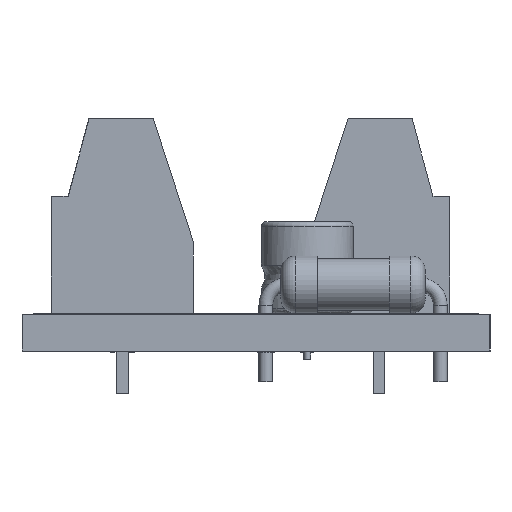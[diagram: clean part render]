
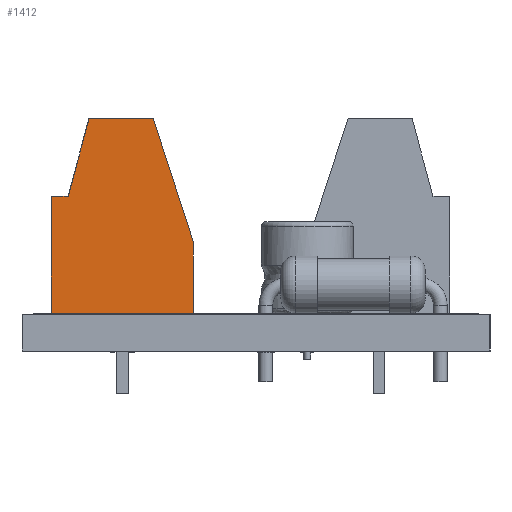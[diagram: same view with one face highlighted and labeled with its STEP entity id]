
A CAD part, left-side view. The second image highlights one B-rep face of the part: STEP entity #1412.
In plain terms, the highlighted face is planar.
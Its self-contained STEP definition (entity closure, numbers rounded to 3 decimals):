
#1142 = VERTEX_POINT('',#1143);
#1143 = CARTESIAN_POINT('',(4.04,-3.1,0.));
#1149 = EDGE_CURVE('',#1142,#1150,#1152,.T.);
#1150 = VERTEX_POINT('',#1151);
#1151 = CARTESIAN_POINT('',(4.04,3.1,0.));
#1152 = LINE('',#1153,#1154);
#1153 = CARTESIAN_POINT('',(4.04,-3.1,0.));
#1154 = VECTOR('',#1155,1.);
#1155 = DIRECTION('',(0.,1.,0.));
#1278 = VERTEX_POINT('',#1279);
#1279 = CARTESIAN_POINT('',(4.04,-3.1,5.1));
#1285 = EDGE_CURVE('',#1278,#1142,#1286,.T.);
#1286 = LINE('',#1287,#1288);
#1287 = CARTESIAN_POINT('',(4.04,-3.1,8.5));
#1288 = VECTOR('',#1289,1.);
#1289 = DIRECTION('',(0.,0.,-1.));
#1412 = ADVANCED_FACE('',(#1413),#1455,.T.);
#1413 = FACE_BOUND('',#1414,.T.);
#1414 = EDGE_LOOP('',(#1415,#1423,#1424,#1425,#1433,#1441,#1449));
#1415 = ORIENTED_EDGE('',*,*,#1416,.T.);
#1416 = EDGE_CURVE('',#1417,#1278,#1419,.T.);
#1417 = VERTEX_POINT('',#1418);
#1418 = CARTESIAN_POINT('',(4.04,-2.36,5.1));
#1419 = LINE('',#1420,#1421);
#1420 = CARTESIAN_POINT('',(4.04,-2.36,5.1));
#1421 = VECTOR('',#1422,1.);
#1422 = DIRECTION('',(0.,-1.,0.));
#1423 = ORIENTED_EDGE('',*,*,#1285,.T.);
#1424 = ORIENTED_EDGE('',*,*,#1149,.T.);
#1425 = ORIENTED_EDGE('',*,*,#1426,.T.);
#1426 = EDGE_CURVE('',#1150,#1427,#1429,.T.);
#1427 = VERTEX_POINT('',#1428);
#1428 = CARTESIAN_POINT('',(4.04,3.1,3.114));
#1429 = LINE('',#1430,#1431);
#1430 = CARTESIAN_POINT('',(4.04,3.1,0.));
#1431 = VECTOR('',#1432,1.);
#1432 = DIRECTION('',(0.,0.,1.));
#1433 = ORIENTED_EDGE('',*,*,#1434,.F.);
#1434 = EDGE_CURVE('',#1435,#1427,#1437,.T.);
#1435 = VERTEX_POINT('',#1436);
#1436 = CARTESIAN_POINT('',(4.04,1.35,8.5));
#1437 = LINE('',#1438,#1439);
#1438 = CARTESIAN_POINT('',(4.04,1.35,8.5));
#1439 = VECTOR('',#1440,1.);
#1440 = DIRECTION('',(0.,0.309,-0.951));
#1441 = ORIENTED_EDGE('',*,*,#1442,.T.);
#1442 = EDGE_CURVE('',#1435,#1443,#1445,.T.);
#1443 = VERTEX_POINT('',#1444);
#1444 = CARTESIAN_POINT('',(4.04,-1.45,8.5));
#1445 = LINE('',#1446,#1447);
#1446 = CARTESIAN_POINT('',(4.04,3.1,8.5));
#1447 = VECTOR('',#1448,1.);
#1448 = DIRECTION('',(0.,-1.,0.));
#1449 = ORIENTED_EDGE('',*,*,#1450,.T.);
#1450 = EDGE_CURVE('',#1443,#1417,#1451,.T.);
#1451 = LINE('',#1452,#1453);
#1452 = CARTESIAN_POINT('',(4.04,-1.45,8.5));
#1453 = VECTOR('',#1454,1.);
#1454 = DIRECTION('',(0.,-0.259,-0.966));
#1455 = PLANE('',#1456);
#1456 = AXIS2_PLACEMENT_3D('',#1457,#1458,#1459);
#1457 = CARTESIAN_POINT('',(4.04,0.,4.25));
#1458 = DIRECTION('',(1.,0.,0.));
#1459 = DIRECTION('',(0.,0.,1.));
